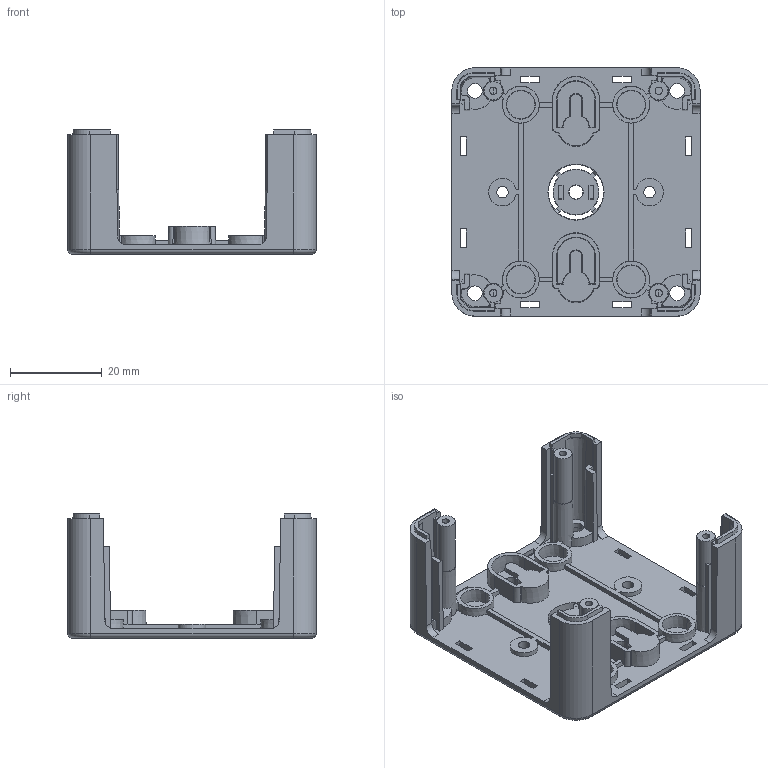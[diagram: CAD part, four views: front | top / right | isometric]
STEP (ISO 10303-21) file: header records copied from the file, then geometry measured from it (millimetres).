
FILE_DESCRIPTION((''),'2;1');
FILE_NAME('10-01','2020-04-16T19:46:59',('ccc'),(''),'CREO PARAMETRIC BY PTC INC, 2019010','CREO PARAMETRIC BY PTC INC, 2019010','');
FILE_SCHEMA(('CONFIG_CONTROL_DESIGN'));
Length unit declared in the file: millimetre
Products named in the file (1): 10-01
Bounding box: 54 x 54 x 27 mm (x, y, z)
Volume: 9941.5 mm3; surface area: 13274 mm2
Topology: 1 solids, 1 shells, 431 faces, 1268 edges, 855 vertices
Faces by surface type: plane 290, cylinder 71, cone 66, torus 4
Entity records: 14806 total; most frequent: CARTESIAN_POINT 3097, ORIENTED_EDGE 2536, DIRECTION 2341, EDGE_CURVE 1268, VERTEX_POINT 855, AXIS2_PLACEMENT_3D 786, VECTOR 769, LINE 769
